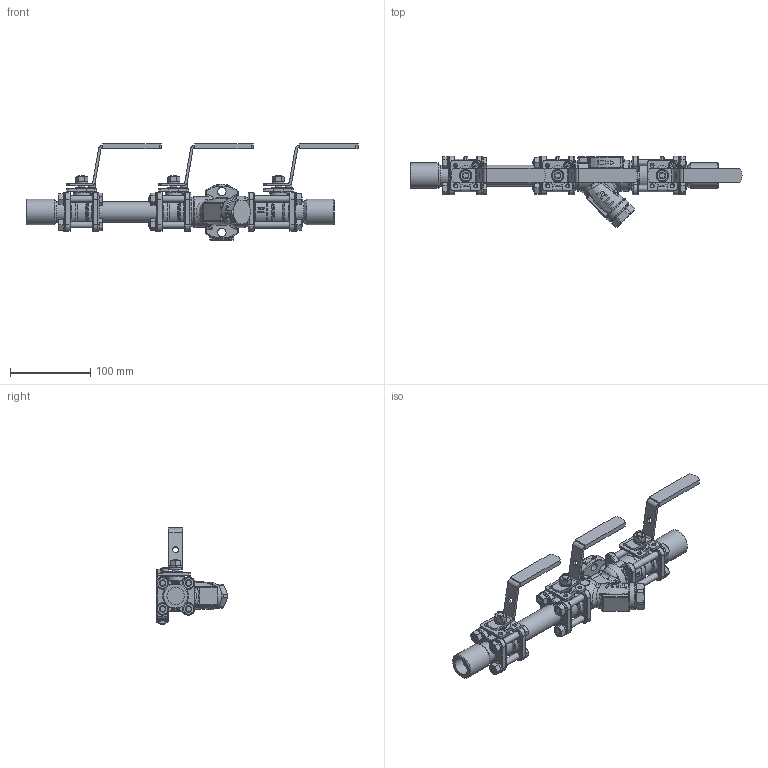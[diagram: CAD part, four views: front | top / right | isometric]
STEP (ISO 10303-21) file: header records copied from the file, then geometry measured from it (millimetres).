
FILE_DESCRIPTION(/* description */ (''),/* implementation_level */ '2;1');
FILE_NAME(/* name */ 'qs10d-015-sw000-00.stp',/* time_stamp */ '2022-05-19T10:41:04+09:00',/* author */ ('mafukuda'),/* organization */ (''),/* preprocessor_version */ 'ST-DEVELOPER v18',/* originating_system */ 'Autodesk Inventor 2020',/* authorisation */ '');
FILE_SCHEMA (('AUTOMOTIVE_DESIGN { 1 0 10303 214 3 1 1 }'));
Products named in the file (1): qs10d-015-sw000-00
Bounding box: 415 x 89 x 120 mm (x, y, z)
Volume: 538271.2 mm3; surface area: 129244.6 mm2
Topology: 1 solids, 5 shells, 1790 faces, 4654 edges, 2807 vertices
Faces by surface type: plane 672, cylinder 491, bspline 258, torus 165, cone 162, sphere 42
Full cylindrical faces by diameter (mm): 5 x15, 5.3 x3, 6.647 x8, 7 x1, 7.5 x3, 8 x16, 8.5 x3, 8.7 x19, 9 x3, 10 x3, 10.5 x2, 11.63 x4, 14.9 x3, 16 x4, 21.8 x2, 24 x1, 24.2 x1, 24.5 x3, 25 x1, 26 x3, 29 x1, 32 x2, 34 x1, 35.6 x1, 37 x8, 39 x1
Entity records: 63891 total; most frequent: CARTESIAN_POINT 21388, ORIENTED_EDGE 9106, DIRECTION 8650, EDGE_CURVE 4553, AXIS2_PLACEMENT_3D 3503, VERTEX_POINT 2807, EDGE_LOOP 1944, FACE_OUTER_BOUND 1790
